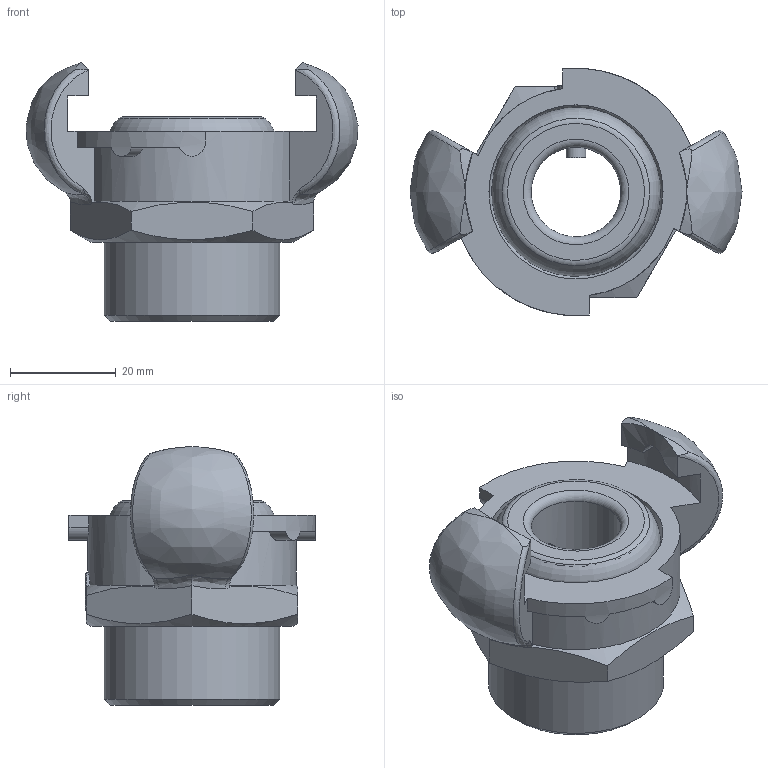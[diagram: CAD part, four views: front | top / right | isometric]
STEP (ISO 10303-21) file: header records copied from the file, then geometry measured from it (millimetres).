
FILE_DESCRIPTION(/* description */ ('KLAUEN-KUPPLUNG'),/* implementation_level */ '2;1');
FILE_NAME(/* name */ 'kam_10.stp',/* time_stamp */ '2020-04-07T13:53:42+02:00',/* author */ ('meier'),/* organization */ (''),/* preprocessor_version */ 'ST-DEVELOPER v17',/* originating_system */ 'Autodesk Inventor 2018',/* authorisation */ '');
FILE_SCHEMA (('AUTOMOTIVE_DESIGN { 1 0 10303 214 3 1 1 }'));
Length unit declared in the file: millimetre
Products named in the file (5): ENG-002505; 20060311B0000008-AB; SCHRAUBE 21; 20050330B0000000-00; 20050330B0000013-00
Assembly tree (4 placements, depth 2):
  ENG-002505
    20060311B0000008-AB
    SCHRAUBE 21
    20050330B0000000-00
    20050330B0000013-00
Bounding box: 62.93 x 46.92 x 49 mm (x, y, z)
Volume: 31470.8 mm3; surface area: 18417.2 mm2
Topology: 4 solids, 4 shells, 136 faces, 380 edges, 256 vertices
Faces by surface type: cylinder 47, plane 47, bspline 16, cone 12, torus 10, sphere 4
Full cylindrical faces by diameter (mm): 3.7 x1, 4 x1, 4.134 x1, 4.456 x1, 8.5 x1, 17 x1, 18.5 x1, 20.5 x1, 23 x1, 24 x1, 28 x1, 33 x1, 33.249 x1
Entity records: 6118 total; most frequent: CARTESIAN_POINT 2513, ORIENTED_EDGE 760, DIRECTION 646, EDGE_CURVE 380, AXIS2_PLACEMENT_3D 263, VERTEX_POINT 256, EDGE_LOOP 150, FACE_OUTER_BOUND 136
